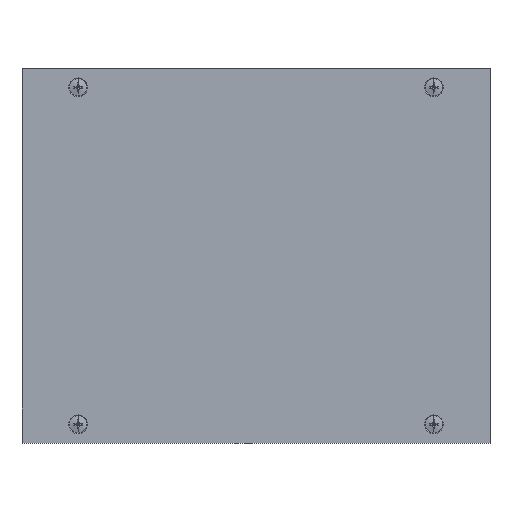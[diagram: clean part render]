
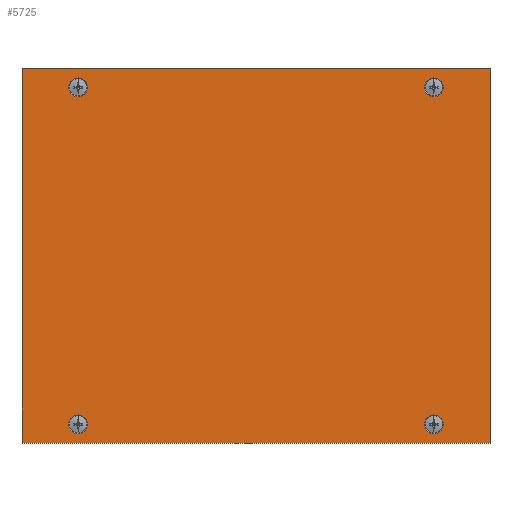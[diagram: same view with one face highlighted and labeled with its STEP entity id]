
A CAD part, top view. The second image highlights one B-rep face of the part: STEP entity #5725.
In plain terms, the highlighted planar face has unit normal (0, 0, 1).
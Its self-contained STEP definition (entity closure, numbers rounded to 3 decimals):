
#32 = DIRECTION ( 'NONE',  ( 1., 0., 0. ) ) ;
#138 = EDGE_CURVE ( 'NONE', #462, #7974, #10299, .T. ) ;
#237 = LINE ( 'NONE', #2110, #9903 ) ;
#307 = VERTEX_POINT ( 'NONE', #8692 ) ;
#326 = FACE_BOUND ( 'NONE', #1501, .T. ) ;
#340 = EDGE_CURVE ( 'NONE', #5757, #9754, #3611, .T. ) ;
#385 = EDGE_LOOP ( 'NONE', ( #6496, #1757, #5970, #12355 ) ) ;
#462 = VERTEX_POINT ( 'NONE', #8037 ) ;
#493 = LINE ( 'NONE', #3518, #11892 ) ;
#501 = EDGE_CURVE ( 'NONE', #6707, #3142, #7263, .T. ) ;
#612 = DIRECTION ( 'NONE',  ( 1., 0., 0. ) ) ;
#666 = DIRECTION ( 'NONE',  ( 1., 0., 0. ) ) ;
#790 = ORIENTED_EDGE ( 'NONE', *, *, #1446, .F. ) ;
#1123 = DIRECTION ( 'NONE',  ( 0., 0., 1. ) ) ;
#1391 = CARTESIAN_POINT ( 'NONE',  ( 35., 190., 0. ) ) ;
#1446 = EDGE_CURVE ( 'NONE', #307, #11851, #9049, .T. ) ;
#1501 = EDGE_LOOP ( 'NONE', ( #7159, #3882 ) ) ;
#1597 = DIRECTION ( 'NONE',  ( 1., 0., 0. ) ) ;
#1604 = EDGE_CURVE ( 'NONE', #10737, #6822, #493, .T. ) ;
#1642 = CARTESIAN_POINT ( 'NONE',  ( 220., 10., 0. ) ) ;
#1663 = VECTOR ( 'NONE', #32, 1000. ) ;
#1757 = ORIENTED_EDGE ( 'NONE', *, *, #7248, .T. ) ;
#1814 = CARTESIAN_POINT ( 'NONE',  ( 250., 0., 0. ) ) ;
#1824 = CARTESIAN_POINT ( 'NONE',  ( 220., 190., 0. ) ) ;
#2022 = CARTESIAN_POINT ( 'NONE',  ( 0., 0., 0. ) ) ;
#2110 = CARTESIAN_POINT ( 'NONE',  ( 0., 200., 0. ) ) ;
#2447 = CIRCLE ( 'NONE', #6722, 5. ) ;
#2559 = DIRECTION ( 'NONE',  ( 0., 0., 1. ) ) ;
#2662 = DIRECTION ( 'NONE',  ( 0., 0., 1. ) ) ;
#2925 = VERTEX_POINT ( 'NONE', #3240 ) ;
#2961 = DIRECTION ( 'NONE',  ( 0., 0., 1. ) ) ;
#3127 = DIRECTION ( 'NONE',  ( -1., 0., 0. ) ) ;
#3141 = CARTESIAN_POINT ( 'NONE',  ( 25., 10., 0. ) ) ;
#3142 = VERTEX_POINT ( 'NONE', #1391 ) ;
#3240 = CARTESIAN_POINT ( 'NONE',  ( 35., 10., 0. ) ) ;
#3287 = CARTESIAN_POINT ( 'NONE',  ( 250., 0., 0. ) ) ;
#3300 = DIRECTION ( 'NONE',  ( 0., 0., 1. ) ) ;
#3390 = AXIS2_PLACEMENT_3D ( 'NONE', #1824, #2662, #12495 ) ;
#3429 = AXIS2_PLACEMENT_3D ( 'NONE', #7400, #2559, #1597 ) ;
#3518 = CARTESIAN_POINT ( 'NONE',  ( 0., 0., 0. ) ) ;
#3611 = LINE ( 'NONE', #1814, #7469 ) ;
#3882 = ORIENTED_EDGE ( 'NONE', *, *, #138, .F. ) ;
#3905 = EDGE_LOOP ( 'NONE', ( #790, #7172 ) ) ;
#4227 = EDGE_LOOP ( 'NONE', ( #10996, #8210 ) ) ;
#4235 = CARTESIAN_POINT ( 'NONE',  ( 0., 0., 0. ) ) ;
#4508 = FACE_BOUND ( 'NONE', #3905, .T. ) ;
#4636 = ORIENTED_EDGE ( 'NONE', *, *, #10807, .F. ) ;
#5001 = CIRCLE ( 'NONE', #8255, 5. ) ;
#5161 = DIRECTION ( 'NONE',  ( 0., -1., 0. ) ) ;
#5218 = CARTESIAN_POINT ( 'NONE',  ( 30., 10., 0. ) ) ;
#5467 = CARTESIAN_POINT ( 'NONE',  ( 30., 10., 0. ) ) ;
#5725 = ADVANCED_FACE ( 'NONE', ( #4508, #326, #9148, #11117, #8370 ), #11055, .F. ) ;
#5757 = VERTEX_POINT ( 'NONE', #3287 ) ;
#5970 = ORIENTED_EDGE ( 'NONE', *, *, #1604, .T. ) ;
#6146 = DIRECTION ( 'NONE',  ( 0., 0., -1. ) ) ;
#6216 = AXIS2_PLACEMENT_3D ( 'NONE', #4235, #6146, #7168 ) ;
#6221 = EDGE_CURVE ( 'NONE', #3142, #6707, #5001, .T. ) ;
#6335 = AXIS2_PLACEMENT_3D ( 'NONE', #5218, #1123, #12029 ) ;
#6478 = CARTESIAN_POINT ( 'NONE',  ( 25., 190., 0. ) ) ;
#6496 = ORIENTED_EDGE ( 'NONE', *, *, #340, .T. ) ;
#6660 = DIRECTION ( 'NONE',  ( 1., 0., 0. ) ) ;
#6707 = VERTEX_POINT ( 'NONE', #6478 ) ;
#6722 = AXIS2_PLACEMENT_3D ( 'NONE', #1642, #3300, #666 ) ;
#6822 = VERTEX_POINT ( 'NONE', #8494 ) ;
#6830 = AXIS2_PLACEMENT_3D ( 'NONE', #10531, #11416, #6660 ) ;
#6834 = CARTESIAN_POINT ( 'NONE',  ( 0., 200., 0. ) ) ;
#6895 = DIRECTION ( 'NONE',  ( 1., 0., 0. ) ) ;
#6953 = CARTESIAN_POINT ( 'NONE',  ( 30., 190., 0. ) ) ;
#7159 = ORIENTED_EDGE ( 'NONE', *, *, #7542, .F. ) ;
#7168 = DIRECTION ( 'NONE',  ( -1., 0., 0. ) ) ;
#7172 = ORIENTED_EDGE ( 'NONE', *, *, #11967, .F. ) ;
#7248 = EDGE_CURVE ( 'NONE', #9754, #10737, #237, .T. ) ;
#7263 = CIRCLE ( 'NONE', #9101, 5. ) ;
#7400 = CARTESIAN_POINT ( 'NONE',  ( 220., 190., 0. ) ) ;
#7469 = VECTOR ( 'NONE', #11363, 1000. ) ;
#7542 = EDGE_CURVE ( 'NONE', #7974, #462, #9131, .T. ) ;
#7631 = CARTESIAN_POINT ( 'NONE',  ( 250., 200., 0. ) ) ;
#7763 = EDGE_LOOP ( 'NONE', ( #4636, #9600 ) ) ;
#7903 = EDGE_CURVE ( 'NONE', #6822, #5757, #12501, .T. ) ;
#7955 = CIRCLE ( 'NONE', #10183, 5. ) ;
#7974 = VERTEX_POINT ( 'NONE', #11120 ) ;
#8037 = CARTESIAN_POINT ( 'NONE',  ( 215., 190., 0. ) ) ;
#8066 = CARTESIAN_POINT ( 'NONE',  ( 215., 10., 0. ) ) ;
#8210 = ORIENTED_EDGE ( 'NONE', *, *, #501, .F. ) ;
#8255 = AXIS2_PLACEMENT_3D ( 'NONE', #6953, #9743, #6895 ) ;
#8370 = FACE_OUTER_BOUND ( 'NONE', #385, .T. ) ;
#8494 = CARTESIAN_POINT ( 'NONE',  ( 0., 0., 0. ) ) ;
#8692 = CARTESIAN_POINT ( 'NONE',  ( 225., 10., 0. ) ) ;
#8760 = CARTESIAN_POINT ( 'NONE',  ( 30., 190., 0. ) ) ;
#9049 = CIRCLE ( 'NONE', #6830, 5. ) ;
#9101 = AXIS2_PLACEMENT_3D ( 'NONE', #8760, #2961, #11857 ) ;
#9131 = CIRCLE ( 'NONE', #3429, 5. ) ;
#9148 = FACE_BOUND ( 'NONE', #4227, .T. ) ;
#9185 = VERTEX_POINT ( 'NONE', #3141 ) ;
#9356 = DIRECTION ( 'NONE',  ( 0., 0., 1. ) ) ;
#9600 = ORIENTED_EDGE ( 'NONE', *, *, #11617, .F. ) ;
#9743 = DIRECTION ( 'NONE',  ( 0., 0., 1. ) ) ;
#9754 = VERTEX_POINT ( 'NONE', #7631 ) ;
#9903 = VECTOR ( 'NONE', #3127, 1000. ) ;
#10183 = AXIS2_PLACEMENT_3D ( 'NONE', #5467, #9356, #612 ) ;
#10299 = CIRCLE ( 'NONE', #3390, 5. ) ;
#10531 = CARTESIAN_POINT ( 'NONE',  ( 220., 10., 0. ) ) ;
#10737 = VERTEX_POINT ( 'NONE', #6834 ) ;
#10807 = EDGE_CURVE ( 'NONE', #2925, #9185, #7955, .T. ) ;
#10996 = ORIENTED_EDGE ( 'NONE', *, *, #6221, .F. ) ;
#11055 = PLANE ( 'NONE',  #6216 ) ;
#11117 = FACE_BOUND ( 'NONE', #7763, .T. ) ;
#11120 = CARTESIAN_POINT ( 'NONE',  ( 225., 190., 0. ) ) ;
#11197 = CIRCLE ( 'NONE', #6335, 5. ) ;
#11363 = DIRECTION ( 'NONE',  ( 0., 1., 0. ) ) ;
#11416 = DIRECTION ( 'NONE',  ( 0., 0., 1. ) ) ;
#11617 = EDGE_CURVE ( 'NONE', #9185, #2925, #11197, .T. ) ;
#11851 = VERTEX_POINT ( 'NONE', #8066 ) ;
#11857 = DIRECTION ( 'NONE',  ( 1., 0., 0. ) ) ;
#11892 = VECTOR ( 'NONE', #5161, 1000. ) ;
#11967 = EDGE_CURVE ( 'NONE', #11851, #307, #2447, .T. ) ;
#12029 = DIRECTION ( 'NONE',  ( 1., 0., 0. ) ) ;
#12355 = ORIENTED_EDGE ( 'NONE', *, *, #7903, .T. ) ;
#12495 = DIRECTION ( 'NONE',  ( 1., 0., 0. ) ) ;
#12501 = LINE ( 'NONE', #2022, #1663 ) ;
